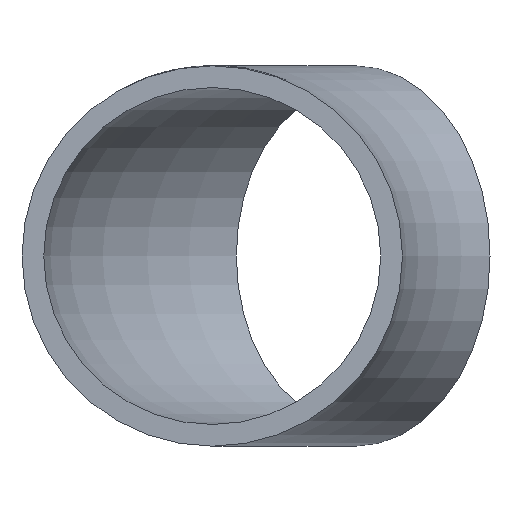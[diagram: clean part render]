
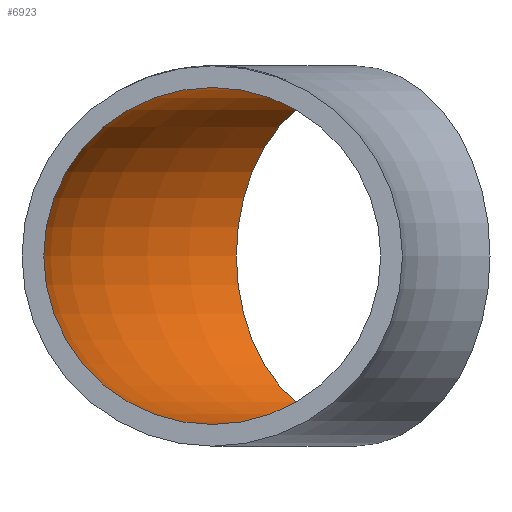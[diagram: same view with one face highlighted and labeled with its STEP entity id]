
A CAD part, front view. The second image highlights one B-rep face of the part: STEP entity #6923.
In plain terms, the highlighted toroidal (fillet/blend) face has major radius 45 mm and minor radius 15.5 mm.
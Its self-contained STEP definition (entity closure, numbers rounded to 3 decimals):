
#1253 = CIRCLE ( 'NONE', #3808, 15.5 ) ;
#1281 = EDGE_LOOP ( 'NONE', ( #14844 ) ) ;
#1803 = AXIS2_PLACEMENT_3D ( 'NONE', #11996, #4800, #9623 ) ;
#2169 = ORIENTED_EDGE ( 'NONE', *, *, #5652, .T. ) ;
#2797 = CARTESIAN_POINT ( 'NONE',  ( -45., 0., 0. ) ) ;
#3808 = AXIS2_PLACEMENT_3D ( 'NONE', #11732, #13171, #15553 ) ;
#4800 = DIRECTION ( 'NONE',  ( 0., 0., -1. ) ) ;
#5020 = DIRECTION ( 'NONE',  ( 0., 0., 1. ) ) ;
#5121 = TOROIDAL_SURFACE ( 'NONE', #1803, 45., 15.5 ) ;
#5249 = VERTEX_POINT ( 'NONE', #10075 ) ;
#5652 = EDGE_CURVE ( 'NONE', #5249, #5249, #1253, .T. ) ;
#6462 = DIRECTION ( 'NONE',  ( 0., 1., 0. ) ) ;
#6923 = ADVANCED_FACE ( 'NONE', ( #14389, #9546 ), #5121, .F. ) ;
#7998 = VERTEX_POINT ( 'NONE', #11882 ) ;
#9546 = FACE_OUTER_BOUND ( 'NONE', #1281, .T. ) ;
#9623 = DIRECTION ( 'NONE',  ( -1., 0., 0. ) ) ;
#9659 = EDGE_LOOP ( 'NONE', ( #2169 ) ) ;
#10075 = CARTESIAN_POINT ( 'NONE',  ( -42.78, 42.78, 0. ) ) ;
#10399 = EDGE_CURVE ( 'NONE', #7998, #7998, #14740, .T. ) ;
#11732 = CARTESIAN_POINT ( 'NONE',  ( -31.82, 31.82, 0. ) ) ;
#11882 = CARTESIAN_POINT ( 'NONE',  ( -45., 0., 15.5 ) ) ;
#11996 = CARTESIAN_POINT ( 'NONE',  ( 0., 0., 0. ) ) ;
#13171 = DIRECTION ( 'NONE',  ( 0.707, 0.707, 0. ) ) ;
#13952 = AXIS2_PLACEMENT_3D ( 'NONE', #2797, #6462, #5020 ) ;
#14389 = FACE_OUTER_BOUND ( 'NONE', #9659, .T. ) ;
#14740 = CIRCLE ( 'NONE', #13952, 15.5 ) ;
#14844 = ORIENTED_EDGE ( 'NONE', *, *, #10399, .F. ) ;
#15553 = DIRECTION ( 'NONE',  ( -0.707, 0.707, 0. ) ) ;
